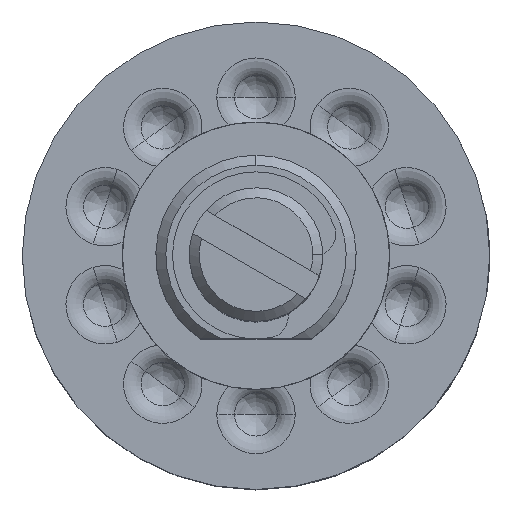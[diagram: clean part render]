
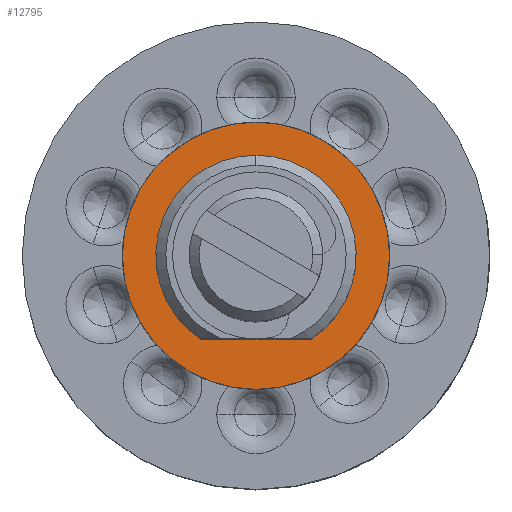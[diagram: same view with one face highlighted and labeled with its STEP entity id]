
A CAD part, top view. The second image highlights one B-rep face of the part: STEP entity #12795.
In plain terms, the highlighted planar face has unit normal (0, 0, 1).
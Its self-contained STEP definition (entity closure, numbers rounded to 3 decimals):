
#351 = DIRECTION ( 'NONE',  ( -1., 0., 0. ) ) ;
#880 = ORIENTED_EDGE ( 'NONE', *, *, #12412, .T. ) ;
#1163 = DIRECTION ( 'NONE',  ( 0., -1., 0. ) ) ;
#1380 = CARTESIAN_POINT ( 'NONE',  ( 0., 0., 0. ) ) ;
#1480 = EDGE_CURVE ( 'NONE', #6735, #7146, #5228, .T. ) ;
#2191 = CARTESIAN_POINT ( 'NONE',  ( 0., 0., 0. ) ) ;
#2344 = FACE_OUTER_BOUND ( 'NONE', #10652, .T. ) ;
#2715 = CIRCLE ( 'NONE', #15639, 4. ) ;
#2900 = AXIS2_PLACEMENT_3D ( 'NONE', #2191, #8307, #15838 ) ;
#3030 = CARTESIAN_POINT ( 'NONE',  ( 0., 0., 0. ) ) ;
#3911 = CARTESIAN_POINT ( 'NONE',  ( 0., 4., 0. ) ) ;
#4017 = VERTEX_POINT ( 'NONE', #3911 ) ;
#5076 = DIRECTION ( 'NONE',  ( 0., 0., 1. ) ) ;
#5124 = CIRCLE ( 'NONE', #14070, 3. ) ;
#5228 = CIRCLE ( 'NONE', #6357, 3. ) ;
#5302 = DIRECTION ( 'NONE',  ( 0., 0., 1. ) ) ;
#6102 = VERTEX_POINT ( 'NONE', #13343 ) ;
#6357 = AXIS2_PLACEMENT_3D ( 'NONE', #11109, #7250, #8494 ) ;
#6472 = VERTEX_POINT ( 'NONE', #12227 ) ;
#6735 = VERTEX_POINT ( 'NONE', #10277 ) ;
#6781 = ORIENTED_EDGE ( 'NONE', *, *, #15198, .T. ) ;
#6919 = PLANE ( 'NONE',  #2900 ) ;
#7146 = VERTEX_POINT ( 'NONE', #14051 ) ;
#7250 = DIRECTION ( 'NONE',  ( 0., 0., 1. ) ) ;
#7707 = VECTOR ( 'NONE', #351, 1000. ) ;
#8173 = ORIENTED_EDGE ( 'NONE', *, *, #10625, .F. ) ;
#8307 = DIRECTION ( 'NONE',  ( 0., 0., 1. ) ) ;
#8460 = AXIS2_PLACEMENT_3D ( 'NONE', #8552, #9795, #1163 ) ;
#8494 = DIRECTION ( 'NONE',  ( 0., -1., 0. ) ) ;
#8552 = CARTESIAN_POINT ( 'NONE',  ( 0., 0., 0. ) ) ;
#9024 = DIRECTION ( 'NONE',  ( 0., -1., 0. ) ) ;
#9795 = DIRECTION ( 'NONE',  ( 0., 0., 1. ) ) ;
#10277 = CARTESIAN_POINT ( 'NONE',  ( 1.658, -2.5, 0. ) ) ;
#10433 = LINE ( 'NONE', #12830, #7707 ) ;
#10625 = EDGE_CURVE ( 'NONE', #7146, #6472, #5124, .T. ) ;
#10652 = EDGE_LOOP ( 'NONE', ( #880, #12772 ) ) ;
#11073 = CIRCLE ( 'NONE', #8460, 4. ) ;
#11109 = CARTESIAN_POINT ( 'NONE',  ( 0., 0., 0. ) ) ;
#12227 = CARTESIAN_POINT ( 'NONE',  ( -1.658, -2.5, 0. ) ) ;
#12412 = EDGE_CURVE ( 'NONE', #4017, #6102, #11073, .T. ) ;
#12633 = EDGE_CURVE ( 'NONE', #6102, #4017, #2715, .T. ) ;
#12772 = ORIENTED_EDGE ( 'NONE', *, *, #12633, .T. ) ;
#12795 = ADVANCED_FACE ( 'NONE', ( #16104, #2344 ), #6919, .T. ) ;
#12830 = CARTESIAN_POINT ( 'NONE',  ( 0., -2.5, 0. ) ) ;
#12887 = ORIENTED_EDGE ( 'NONE', *, *, #1480, .F. ) ;
#13343 = CARTESIAN_POINT ( 'NONE',  ( 0., -4., 0. ) ) ;
#13545 = EDGE_LOOP ( 'NONE', ( #12887, #6781, #8173 ) ) ;
#14051 = CARTESIAN_POINT ( 'NONE',  ( 0., 3., 0. ) ) ;
#14070 = AXIS2_PLACEMENT_3D ( 'NONE', #1380, #5076, #16081 ) ;
#15198 = EDGE_CURVE ( 'NONE', #6735, #6472, #10433, .T. ) ;
#15639 = AXIS2_PLACEMENT_3D ( 'NONE', #3030, #5302, #9024 ) ;
#15838 = DIRECTION ( 'NONE',  ( 0., -1., 0. ) ) ;
#16081 = DIRECTION ( 'NONE',  ( 0., -1., 0. ) ) ;
#16104 = FACE_BOUND ( 'NONE', #13545, .T. ) ;
